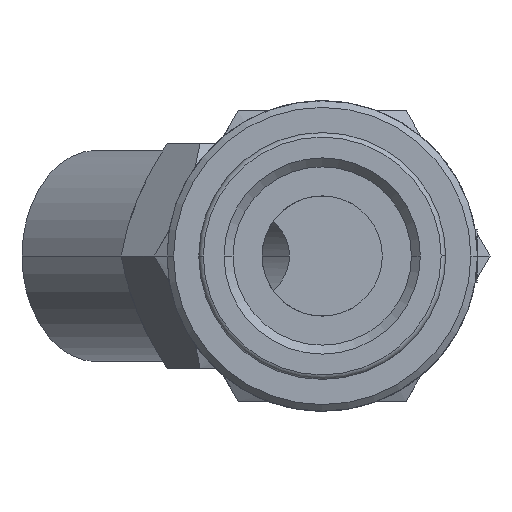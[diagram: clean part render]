
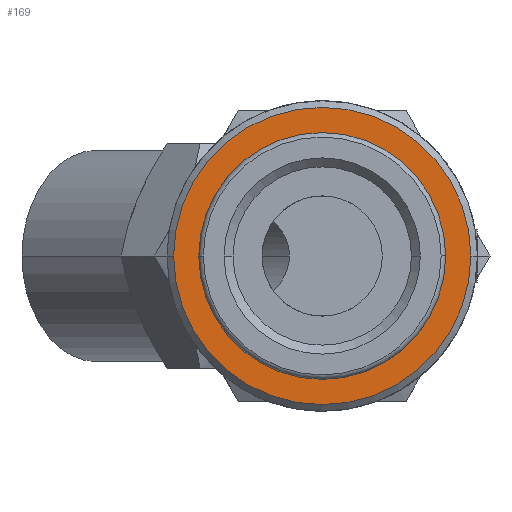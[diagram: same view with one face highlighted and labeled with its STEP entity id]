
A CAD part, front view. The second image highlights one B-rep face of the part: STEP entity #169.
In plain terms, the highlighted planar face has unit normal (0, -1, 0).
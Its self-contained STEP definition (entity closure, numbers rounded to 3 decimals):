
#169=ADVANCED_FACE('',(#432,#433),#434,.T.);
#432=FACE_BOUND('',#791,.T.);
#433=FACE_OUTER_BOUND('',#792,.T.);
#434=PLANE('',#793);
#791=EDGE_LOOP('',(#1224,#1225));
#792=EDGE_LOOP('',(#1226,#1227));
#793=AXIS2_PLACEMENT_3D('',#1228,#1229,#1230);
#1224=ORIENTED_EDGE('',*,*,#2188,.T.);
#1225=ORIENTED_EDGE('',*,*,#2189,.T.);
#1226=ORIENTED_EDGE('',*,*,#2190,.F.);
#1227=ORIENTED_EDGE('',*,*,#2191,.F.);
#1228=CARTESIAN_POINT('',(5.625,4.9,0.0));
#1229=DIRECTION('',(-0.0,-1.0,-0.0));
#1230=DIRECTION('',(-1.0,0.0,0.0));
#2188=EDGE_CURVE('',#2637,#2638,#2639,.T.);
#2189=EDGE_CURVE('',#2638,#2637,#2640,.T.);
#2190=EDGE_CURVE('',#2641,#2642,#2643,.T.);
#2191=EDGE_CURVE('',#2642,#2641,#2644,.T.);
#2637=VERTEX_POINT('',#3410);
#2638=VERTEX_POINT('',#3411);
#2639=CIRCLE('',#3412,9.0);
#2640=CIRCLE('',#3413,9.0);
#2641=VERTEX_POINT('',#3414);
#2642=VERTEX_POINT('',#3415);
#2643=CIRCLE('',#3416,11.25);
#2644=CIRCLE('',#3417,11.25);
#3410=CARTESIAN_POINT('',(-9.0,4.9,0.));
#3411=CARTESIAN_POINT('',(9.0,4.9,0.));
#3412=AXIS2_PLACEMENT_3D('',#5080,#5081,#5082);
#3413=AXIS2_PLACEMENT_3D('',#5083,#5084,#5085);
#3414=CARTESIAN_POINT('',(11.25,4.9,0.0));
#3415=CARTESIAN_POINT('',(-11.25,4.9,0.));
#3416=AXIS2_PLACEMENT_3D('',#5086,#5087,#5088);
#3417=AXIS2_PLACEMENT_3D('',#5089,#5090,#5091);
#5080=CARTESIAN_POINT('',(0.0,4.9,0.0));
#5081=DIRECTION('',(-0.0,1.0,0.0));
#5082=DIRECTION('',(1.0,0.0,0.0));
#5083=CARTESIAN_POINT('',(0.0,4.9,0.0));
#5084=DIRECTION('',(-0.0,1.0,0.0));
#5085=DIRECTION('',(1.0,0.0,0.0));
#5086=CARTESIAN_POINT('',(0.0,4.9,0.0));
#5087=DIRECTION('',(-0.0,1.0,0.0));
#5088=DIRECTION('',(1.0,0.0,0.0));
#5089=CARTESIAN_POINT('',(0.0,4.9,0.0));
#5090=DIRECTION('',(-0.0,1.0,0.0));
#5091=DIRECTION('',(1.0,0.0,0.0));
